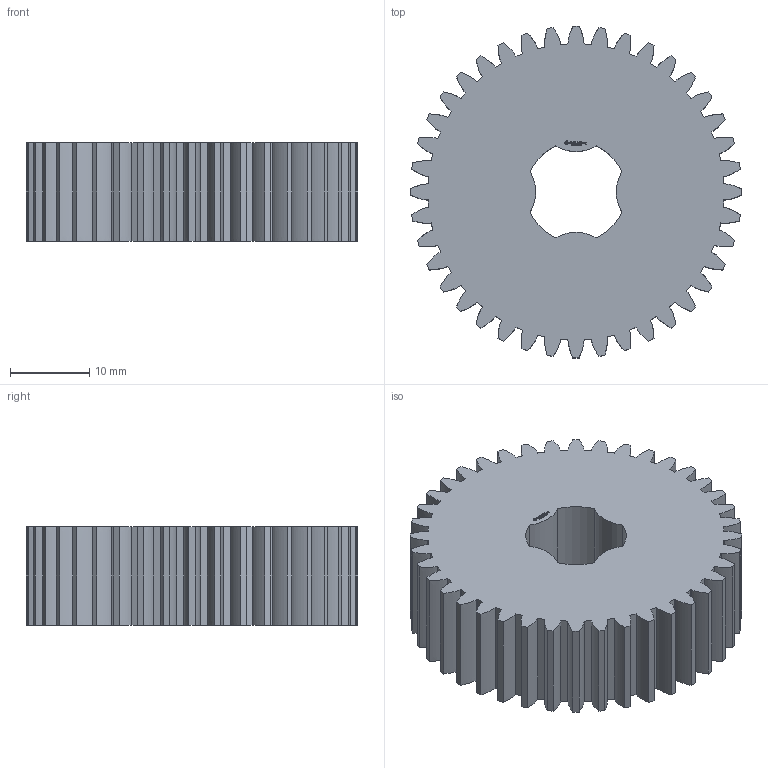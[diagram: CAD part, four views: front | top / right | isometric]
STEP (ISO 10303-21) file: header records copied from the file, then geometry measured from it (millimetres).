
FILE_DESCRIPTION(('FreeCAD Model'),'2;1');
FILE_NAME('Open CASCADE Shape Model','2024-03-09T20:21:04',(''),(''), 'Open CASCADE STEP processor 7.6','FreeCAD','Unknown');
FILE_SCHEMA(('AUTOMOTIVE_DESIGN { 1 0 10303 214 1 1 1 1 }'));
Length unit declared in the file: millimetre
Products named in the file (1): Gear Wheel PLN TTH40 BU01.00 SFT-SHD - SPN-GWH-0140 (stemfie.org)
Bounding box: 41.99 x 41.99 x 12.5 mm (x, y, z)
Volume: 14200.1 mm3; surface area: 5994.2 mm2
Topology: 1 solids, 1 shells, 691 faces, 1974 edges, 1316 vertices
Faces by surface type: extrusion 354, plane 329, cylinder 8
Entity records: 60120 total; most frequent: CARTESIAN_POINT 18290, DIRECTION 5552, VECTOR 4828, LINE 4474, ORIENTED_EDGE 3948, PCURVE 3948, DEFINITIONAL_REPRESENTATION 3948, EDGE_CURVE 1974
